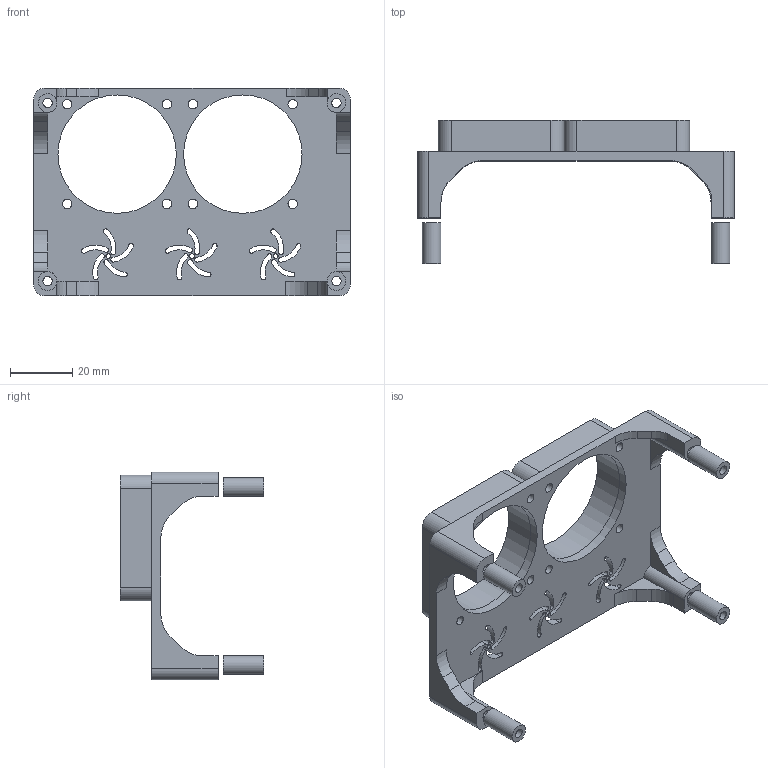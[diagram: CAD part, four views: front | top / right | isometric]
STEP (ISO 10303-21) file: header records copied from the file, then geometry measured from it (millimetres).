
FILE_DESCRIPTION(/* description */ (''),/* implementation_level */ '2;1');
FILE_NAME(/* name */ 'Assembly.step',/* time_stamp */ '2017-03-01T20:44:57+01:00',/* author */ ('Rubén'),/* organization */ (''),/* preprocessor_version */ 'ST-DEVELOPER v15.2',/* originating_system */ 'Autodesk Inventor 2014',/* authorisation */ '');
FILE_SCHEMA (('AUTOMOTIVE_DESIGN { 1 0 10303 214 3 1 1 }'));
Products named in the file (4): SAV case; Fan 4x4; SAV separator; Assembly
Bounding box: 101.7 x 46 x 66.77 mm (x, y, z)
Volume: 27634.7 mm3; surface area: 24453.1 mm2
Topology: 7 solids, 7 shells, 189 faces, 515 edges, 340 vertices
Faces by surface type: cylinder 131, plane 54, cone 4
Full cylindrical faces by diameter (mm): 1.5 x3, 3 x24, 3.4 x4, 6 x4, 38 x4
Entity records: 5438 total; most frequent: DIRECTION 1000, CARTESIAN_POINT 893, ORIENTED_EDGE 844, EDGE_CURVE 422, AXIS2_PLACEMENT_3D 405, VERTEX_POINT 298, EDGE_LOOP 270, CIRCLE 232
